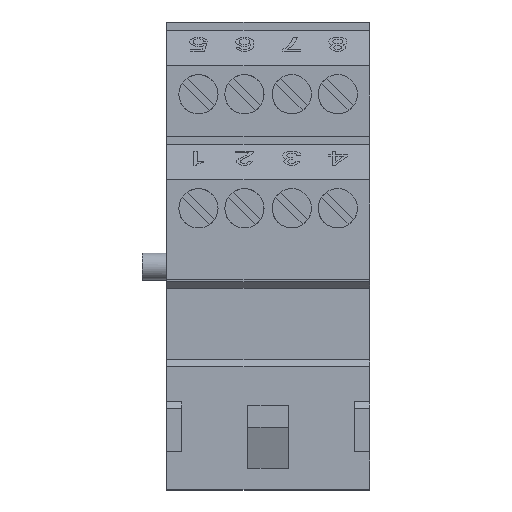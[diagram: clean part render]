
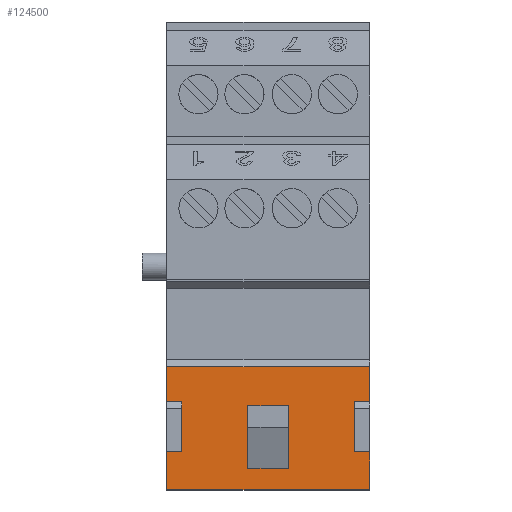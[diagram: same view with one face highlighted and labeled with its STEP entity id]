
A CAD part, top view. The second image highlights one B-rep face of the part: STEP entity #124500.
In plain terms, the highlighted face is planar.
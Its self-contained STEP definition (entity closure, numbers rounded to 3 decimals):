
#18540=CARTESIAN_POINT('',(1.59,16.17,
-100.1));
#18550=VERTEX_POINT('',#18540);
#18700=CARTESIAN_POINT('',(1.59,16.17,
-101.21));
#18710=VERTEX_POINT('',#18700);
#18740=CARTESIAN_POINT('',(1.59,16.17,0.));
#18750=DIRECTION('',(0.,0.,1.));
#18760=VECTOR('',#18750,1.);
#18770=LINE('',#18740,#18760);
#18780=EDGE_CURVE('',#18710,#18550,#18770,.T.);
#30850=CARTESIAN_POINT('',(-2.11,16.17,0.));
#30860=DIRECTION('',(0.,0.,1.));
#30870=VECTOR('',#30860,1.);
#30880=LINE('',#30850,#30870);
#30890=CARTESIAN_POINT('',(-2.11,16.17,
-87.32));
#30900=VERTEX_POINT('',#30890);
#30910=CARTESIAN_POINT('',(-2.11,16.17,
-86.21));
#30920=VERTEX_POINT('',#30910);
#30930=EDGE_CURVE('',#30900,#30920,#30880,.T.);
#40830=CARTESIAN_POINT('',(-2.11,16.17,
-101.21));
#40840=VERTEX_POINT('',#40830);
#40990=CARTESIAN_POINT('',(-2.11,16.17,
-100.1));
#41000=VERTEX_POINT('',#40990);
#41030=CARTESIAN_POINT('',(-2.11,16.17,0.));
#41040=DIRECTION('',(0.,0.,1.));
#41050=VECTOR('',#41040,1.);
#41060=LINE('',#41030,#41050);
#41070=EDGE_CURVE('',#40840,#41000,#41060,.T.);
#44500=CARTESIAN_POINT('',(1.29,16.17,0.));
#44510=DIRECTION('',(0.,0.,1.));
#44520=VECTOR('',#44510,1.);
#44530=LINE('',#44500,#44520);
#44540=CARTESIAN_POINT('',(1.29,16.17,
-95.21));
#44550=VERTEX_POINT('',#44540);
#44560=CARTESIAN_POINT('',(1.29,16.17,
-92.21));
#44570=VERTEX_POINT('',#44560);
#44580=EDGE_CURVE('',#44550,#44570,#44530,.T.);
#66680=CARTESIAN_POINT('',(1.59,16.17,
-87.32));
#66690=VERTEX_POINT('',#66680);
#66890=CARTESIAN_POINT('',(0.05,16.17,
-87.32));
#66900=DIRECTION('',(1.,0.,0.));
#66910=VECTOR('',#66900,1.);
#66920=LINE('',#66890,#66910);
#66930=EDGE_CURVE('',#30900,#66690,#66920,.T.);
#87740=CARTESIAN_POINT('',(1.59,16.17,0.));
#87750=DIRECTION('',(0.,0.,-1.));
#87760=VECTOR('',#87750,1.);
#87770=LINE('',#87740,#87760);
#87780=CARTESIAN_POINT('',(1.59,16.17,
-86.21));
#87790=VERTEX_POINT('',#87780);
#87800=EDGE_CURVE('',#87790,#66690,#87770,.T.);
#94040=CARTESIAN_POINT('',(4.19,16.17,
-101.21));
#94050=VERTEX_POINT('',#94040);
#94080=CARTESIAN_POINT('',(0.05,16.17,
-101.21));
#94090=DIRECTION('',(-1.,0.,0.));
#94100=VECTOR('',#94090,1.);
#94110=LINE('',#94080,#94100);
#94120=EDGE_CURVE('',#94050,#18710,#94110,.T.);
#94300=CARTESIAN_POINT('',(-4.91,16.17,
-101.21));
#94310=VERTEX_POINT('',#94300);
#94320=EDGE_CURVE('',#40840,#94310,#94110,.T.);
#123000=CARTESIAN_POINT('',(-3.332,16.17,
-95.21));
#123010=VERTEX_POINT('',#123000);
#123040=CARTESIAN_POINT('',(0.05,16.17,
-95.21));
#123050=DIRECTION('',(1.,0.,0.));
#123060=VECTOR('',#123050,1.);
#123070=LINE('',#123040,#123060);
#123080=EDGE_CURVE('',#123010,#44550,#123070,.T.);
#123400=CARTESIAN_POINT('',(4.19,16.17,
-86.21));
#123410=VERTEX_POINT('',#123400);
#123440=CARTESIAN_POINT('',(4.19,16.17,0.));
#123450=DIRECTION('',(0.,0.,-1.));
#123460=VECTOR('',#123450,1.);
#123470=LINE('',#123440,#123460);
#123480=EDGE_CURVE('',#123410,#94050,#123470,.T.);
#123910=CARTESIAN_POINT('',(4.22,16.17,
-93.619));
#123920=DIRECTION('',(0.,1.,-0.));
#123930=DIRECTION('',(-1.,0.,0.));
#123940=AXIS2_PLACEMENT_3D('',#123910,#123920,#123930);
#123950=PLANE('',#123940);
#123960=ORIENTED_EDGE('',*,*,#44580,.T.);
#123970=ORIENTED_EDGE('',*,*,#123080,.T.);
#123980=CARTESIAN_POINT('',(-3.332,16.17,0.));
#123990=DIRECTION('',(0.,0.,-1.));
#124000=VECTOR('',#123990,1.);
#124010=LINE('',#123980,#124000);
#124020=CARTESIAN_POINT('',(-3.332,16.17,
-92.21));
#124030=VERTEX_POINT('',#124020);
#124040=EDGE_CURVE('',#124030,#123010,#124010,.T.);
#124050=ORIENTED_EDGE('',*,*,#124040,.T.);
#124060=CARTESIAN_POINT('',(0.05,16.17,
-92.21));
#124070=DIRECTION('',(1.,0.,0.));
#124080=VECTOR('',#124070,1.);
#124090=LINE('',#124060,#124080);
#124100=EDGE_CURVE('',#124030,#44570,#124090,.T.);
#124110=ORIENTED_EDGE('',*,*,#124100,.F.);
#124120=EDGE_LOOP('',(#124110,#124050,#123970,#123960));
#124130=FACE_BOUND('',#124120,.T.);
#124140=CARTESIAN_POINT('',(-4.91,16.17,0.));
#124150=DIRECTION('',(0.,0.,1.));
#124160=VECTOR('',#124150,1.);
#124170=LINE('',#124140,#124160);
#124180=CARTESIAN_POINT('',(-4.91,16.17,
-86.21));
#124190=VERTEX_POINT('',#124180);
#124200=EDGE_CURVE('',#94310,#124190,#124170,.T.);
#124210=ORIENTED_EDGE('',*,*,#124200,.T.);
#124220=ORIENTED_EDGE('',*,*,#94320,.T.);
#124230=ORIENTED_EDGE('',*,*,#41070,.F.);
#124240=CARTESIAN_POINT('',(0.05,16.17,
-100.1));
#124250=DIRECTION('',(1.,0.,0.));
#124260=VECTOR('',#124250,1.);
#124270=LINE('',#124240,#124260);
#124280=EDGE_CURVE('',#41000,#18550,#124270,.T.);
#124290=ORIENTED_EDGE('',*,*,#124280,.F.);
#124300=ORIENTED_EDGE('',*,*,#18780,.T.);
#124310=ORIENTED_EDGE('',*,*,#94120,.T.);
#124320=ORIENTED_EDGE('',*,*,#123480,.T.);
#124330=CARTESIAN_POINT('',(0.05,16.17,
-86.21));
#124340=DIRECTION('',(1.,0.,0.));
#124350=VECTOR('',#124340,1.);
#124360=LINE('',#124330,#124350);
#124370=EDGE_CURVE('',#87790,#123410,#124360,.T.);
#124380=ORIENTED_EDGE('',*,*,#124370,.T.);
#124390=ORIENTED_EDGE('',*,*,#87800,.F.);
#124400=ORIENTED_EDGE('',*,*,#66930,.T.);
#124410=ORIENTED_EDGE('',*,*,#30930,.F.);
#124420=CARTESIAN_POINT('',(0.,16.17,-86.21));
#124430=DIRECTION('',(1.,0.,0.));
#124440=VECTOR('',#124430,1.);
#124450=LINE('',#124420,#124440);
#124460=EDGE_CURVE('',#124190,#30920,#124450,.T.);
#124470=ORIENTED_EDGE('',*,*,#124460,.T.);
#124480=EDGE_LOOP('',(#124470,#124410,#124400,#124390,#124380,#124320,
#124310,#124300,#124290,#124230,#124220,#124210));
#124490=FACE_OUTER_BOUND('',#124480,.T.);
#124500=ADVANCED_FACE('',(#124130,#124490),#123950,.T.);
